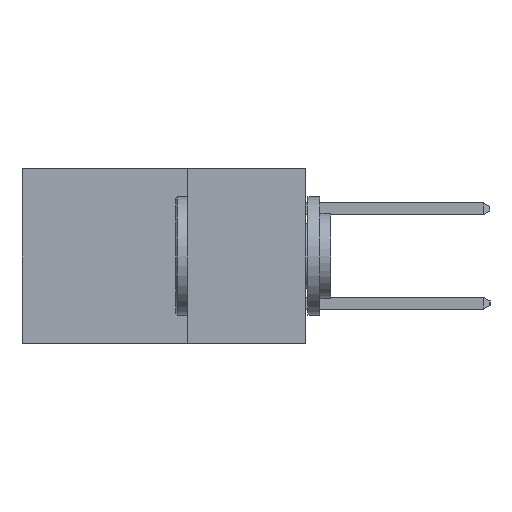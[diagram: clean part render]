
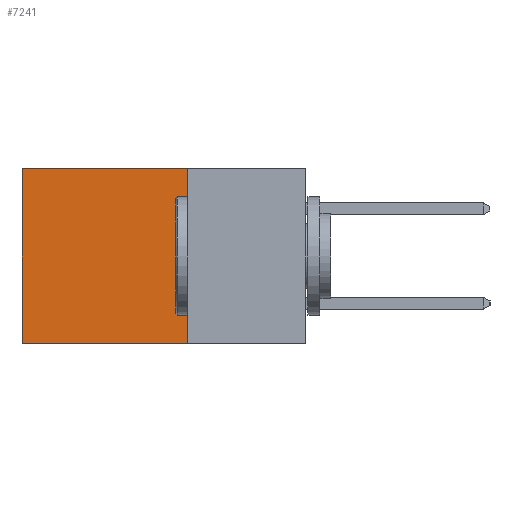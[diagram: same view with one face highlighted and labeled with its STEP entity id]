
A CAD part, left-side view. The second image highlights one B-rep face of the part: STEP entity #7241.
In plain terms, the highlighted planar face has unit normal (-1, 0, 0).
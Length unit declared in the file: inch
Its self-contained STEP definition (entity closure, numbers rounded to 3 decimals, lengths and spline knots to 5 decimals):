
#41 = VERTEX_POINT ( 'NONE', #12004 ) ;
#554 = VECTOR ( 'NONE', #16545, 39.37008 ) ;
#1850 = LINE ( 'NONE', #13508, #14565 ) ;
#3571 = VERTEX_POINT ( 'NONE', #7890 ) ;
#4177 = AXIS2_PLACEMENT_3D ( 'NONE', #10555, #10533, #10262 ) ;
#4237 = CARTESIAN_POINT ( 'NONE',  ( 0.2615, 0.6, -0.37 ) ) ;
#4409 = DIRECTION ( 'NONE',  ( 0., 0., -1. ) ) ;
#4757 = ORIENTED_EDGE ( 'NONE', *, *, #8594, .T. ) ;
#4863 = LINE ( 'NONE', #18312, #554 ) ;
#5467 = EDGE_CURVE ( 'NONE', #41, #3571, #15282, .T. ) ;
#6026 = VECTOR ( 'NONE', #4409, 39.37008 ) ;
#6635 = EDGE_CURVE ( 'NONE', #41, #9644, #4863, .T. ) ;
#7241 = ADVANCED_FACE ( 'NONE', ( #9873 ), #10807, .F. ) ;
#7890 = CARTESIAN_POINT ( 'NONE',  ( 0.2615, 0.6, 0. ) ) ;
#8558 = ORIENTED_EDGE ( 'NONE', *, *, #6635, .F. ) ;
#8594 = EDGE_CURVE ( 'NONE', #3571, #17597, #18586, .T. ) ;
#9644 = VERTEX_POINT ( 'NONE', #9775 ) ;
#9775 = CARTESIAN_POINT ( 'NONE',  ( 0.2615, 0.25, -0.37 ) ) ;
#9873 = FACE_OUTER_BOUND ( 'NONE', #13569, .T. ) ;
#10262 = DIRECTION ( 'NONE',  ( 0., 0., -1. ) ) ;
#10533 = DIRECTION ( 'NONE',  ( 1., 0., 0. ) ) ;
#10555 = CARTESIAN_POINT ( 'NONE',  ( 0.2615, 0.25, -0.37 ) ) ;
#10807 = PLANE ( 'NONE',  #4177 ) ;
#12004 = CARTESIAN_POINT ( 'NONE',  ( 0.2615, 0.25, 0. ) ) ;
#13508 = CARTESIAN_POINT ( 'NONE',  ( 0.2615, 0.25, -0.37 ) ) ;
#13569 = EDGE_LOOP ( 'NONE', ( #4757, #16188, #8558, #13815 ) ) ;
#13815 = ORIENTED_EDGE ( 'NONE', *, *, #5467, .T. ) ;
#14565 = VECTOR ( 'NONE', #15075, 39.37008 ) ;
#15075 = DIRECTION ( 'NONE',  ( 0., 1., 0. ) ) ;
#15245 = CARTESIAN_POINT ( 'NONE',  ( 0.2615, 0.25, 0. ) ) ;
#15282 = LINE ( 'NONE', #15245, #18916 ) ;
#15410 = DIRECTION ( 'NONE',  ( 0., 1., 0. ) ) ;
#16188 = ORIENTED_EDGE ( 'NONE', *, *, #18954, .F. ) ;
#16289 = CARTESIAN_POINT ( 'NONE',  ( 0.2615, 0.6, -0.37 ) ) ;
#16545 = DIRECTION ( 'NONE',  ( 0., 0., -1. ) ) ;
#17597 = VERTEX_POINT ( 'NONE', #16289 ) ;
#18312 = CARTESIAN_POINT ( 'NONE',  ( 0.2615, 0.25, -0.37 ) ) ;
#18586 = LINE ( 'NONE', #4237, #6026 ) ;
#18916 = VECTOR ( 'NONE', #15410, 39.37008 ) ;
#18954 = EDGE_CURVE ( 'NONE', #9644, #17597, #1850, .T. ) ;
